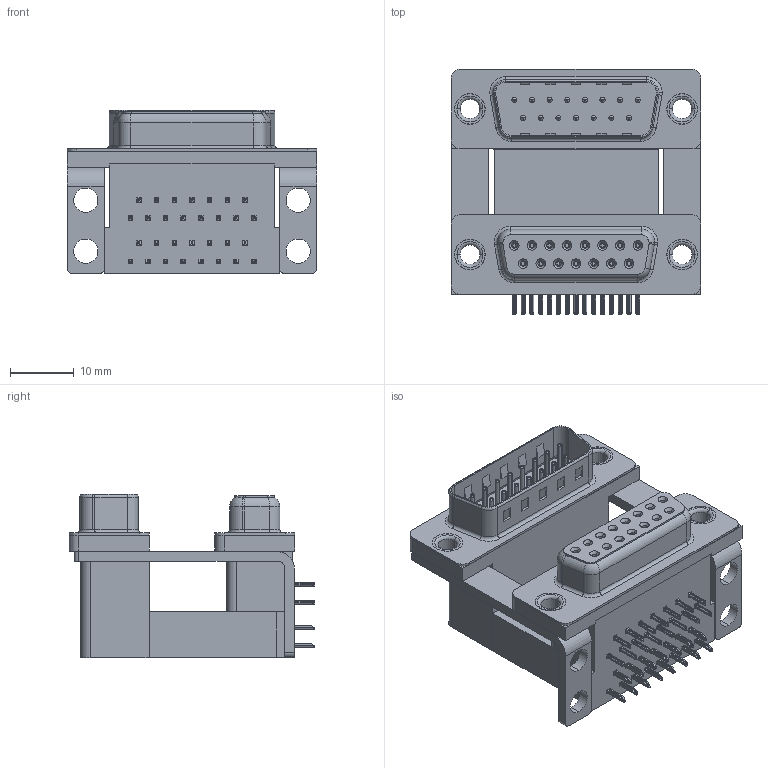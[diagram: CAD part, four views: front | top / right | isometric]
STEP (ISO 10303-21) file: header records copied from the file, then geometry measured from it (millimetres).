
FILE_DESCRIPTION (( 'STEP AP203' ), '1' );
FILE_NAME ('663-015-664-000.STEP', '2022-06-18T00:09:00', ( '' ), ( '' ), 'SwSTEP 2.0', 'SolidWorks 2020', '' );
FILE_SCHEMA (( 'CONFIG_CONTROL_DESIGN' ));
Length unit declared in the file: millimetre
Products named in the file (12): 663 Thru Hole Rivet; 663 Contact Bottom Upper_H; 663 Contact Top Lower; 663 Housing Spacer_15 Contacts H; 663 Contact Top Upper_H; 663 Shell Receptacle_15 Contacts; 663-015-664-000; 663 Housing Upper_15 Contacts H; 663 Mounting Bracket_NoneH; 663 Shell Plug_15 Contacts; 663 Housing Lower_15 Contacts; 663 Contact Bottom Lower
Assembly tree (41 placements, depth 2):
  663-015-664-000
    663 Housing Lower_15 Contacts
    663 Housing Spacer_15 Contacts H
    663 Housing Upper_15 Contacts H
    663 Shell Receptacle_15 Contacts
    663 Shell Plug_15 Contacts
    663 Contact Bottom Lower  x7
    663 Contact Top Lower  x8
    663 Contact Bottom Upper_H  x7
    663 Contact Top Upper_H  x8
    663 Mounting Bracket_NoneH  x2
    663 Thru Hole Rivet  x4
Bounding box: 39.19 x 38.59 x 25.6 mm (x, y, z)
Volume: 15951.7 mm3; surface area: 17358.7 mm2
Topology: 41 solids, 41 shells, 3828 faces, 9811 edges, 6129 vertices
Faces by surface type: plane 2015, cylinder 978, bspline 512, cone 180, torus 143
Entity records: 41491 total; most frequent: CARTESIAN_POINT 9958, ORIENTED_EDGE 6158, DIRECTION 5882, EDGE_CURVE 3079, LINE 2134, VECTOR 2134, VERTEX_POINT 1965, AXIS2_PLACEMENT_3D 1874
